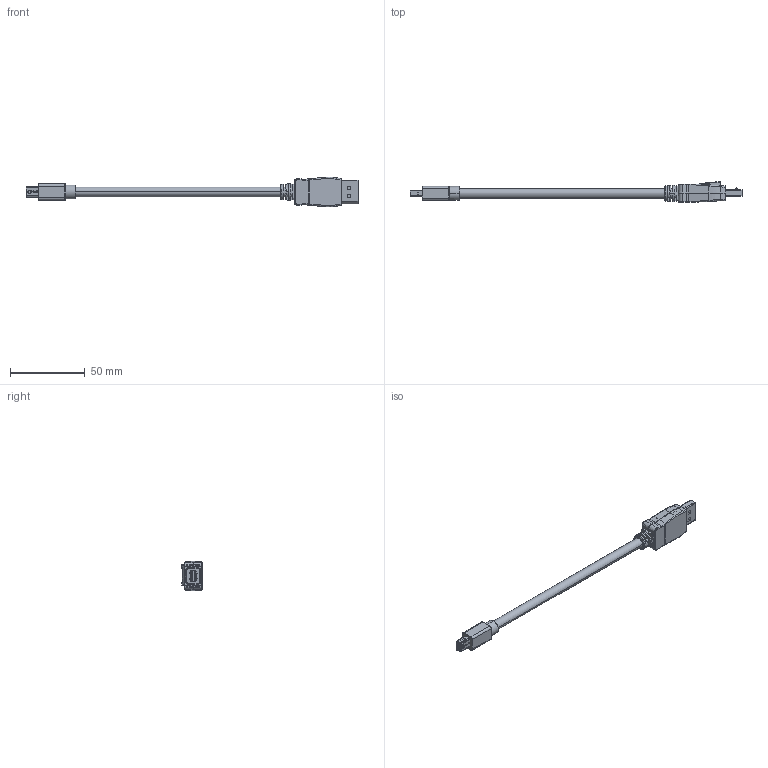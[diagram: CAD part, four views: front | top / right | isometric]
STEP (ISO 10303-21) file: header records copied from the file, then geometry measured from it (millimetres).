
FILE_DESCRIPTION (( 'STEP AP214' ), '1' );
FILE_NAME ('40-611_3D.STEP', '2020-12-10T01:27:03', ( '' ), ( '' ), 'SwSTEP 2.0', 'SolidWorks 2018', '' );
FILE_SCHEMA (( 'AUTOMOTIVE_DESIGN' ));
Length unit declared in the file: inch
Products named in the file (26): BOTTOM SHELL_NO CRIMPING; 1AL08-275_6" length; 40-611_3D; MTN-879_solid strain relief^40-611_NO LOGO; WIRE HOLDER; BOTTOM-SHELL-2; TOP-SHELL-1; DP SHORT COVER CBL S.R___; DP-HOUSING; LEET LATCH; Copy of 1AH04-009^MTN-879_solid strain relief_40-611; Copy of 1AH04-009-MA2^Copy of 1AH04-009_MTN-879_solid strain relief_40-611; Copy of 1AH04-009-MA3^Copy of 1AH04-009_MTN-879_solid strain relief_40-611; Copy of MTN-878^MTN-879_solid strain relief_40-611_WITHOUT CBL; TOP SHELL___; COVER-DOWN; COVER-UP; Copy of MTN-879^MTN-879_solid strain relief_40-611_NO LOGO; TOP-SHELL-2; DP-CONTACT; Copy of 1AH04-009-MA1^Copy of 1AH04-009_MTN-879_solid strain relief_40-611; DP-COVER; 1AH04-005_With Strain Relief; BOTTOM-SHELL-1_NO CRIMPING; RIGHT LATCH; DP-SHELL
Assembly tree (44 placements, depth 4):
  40-611_3D
    1AL08-275_6" length
    1AH04-005_With Strain Relief
      DP-HOUSING
      LEET LATCH
      DP-SHELL
      RIGHT LATCH
      DP-CONTACT  x20
      DP-COVER
      WIRE HOLDER
      TOP SHELL___
        TOP-SHELL-2
        TOP-SHELL-1
      BOTTOM SHELL_NO CRIMPING
        BOTTOM-SHELL-1_NO CRIMPING
        BOTTOM-SHELL-2
      COVER-DOWN
      COVER-UP
      DP SHORT COVER CBL S.R___
    MTN-879_solid strain relief^40-611_NO LOGO
      Copy of MTN-878^MTN-879_solid strain relief_40-611_WITHOUT CBL
      Copy of 1AH04-009^MTN-879_solid strain relief_40-611
        Copy of 1AH04-009-MA1^Copy of 1AH04-009_MTN-879_solid strain relief_40-611
        Copy of 1AH04-009-MA2^Copy of 1AH04-009_MTN-879_solid strain relief_40-611
        Copy of 1AH04-009-MA3^Copy of 1AH04-009_MTN-879_solid strain relief_40-611
      Copy of MTN-879^MTN-879_solid strain relief_40-611_NO LOGO
Bounding box: 222.55 x 13.78 x 19.99 mm (x, y, z)
Volume: 12483.8 mm3; surface area: 18531.5 mm2
Topology: 59 solids, 59 shells, 4893 faces, 13358 edges, 8444 vertices
Faces by surface type: plane 3244, cylinder 1113, bspline 469, torus 33, cone 26, sphere 8
Entity records: 146252 total; most frequent: CARTESIAN_POINT 39334, ORIENTED_EDGE 22108, DIRECTION 18991, EDGE_CURVE 11054, LINE 8227, VECTOR 8227, VERTEX_POINT 7076, AXIS2_PLACEMENT_3D 5382
